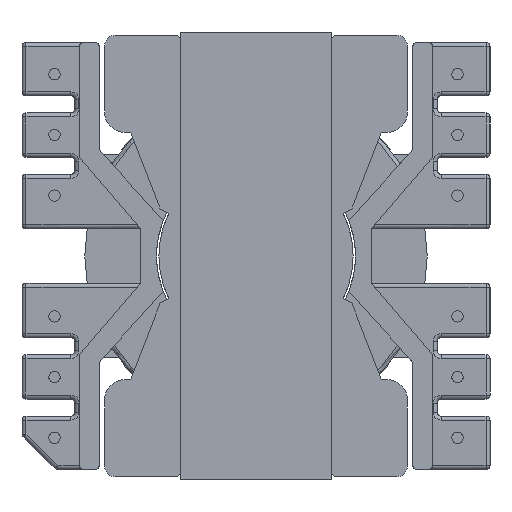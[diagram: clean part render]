
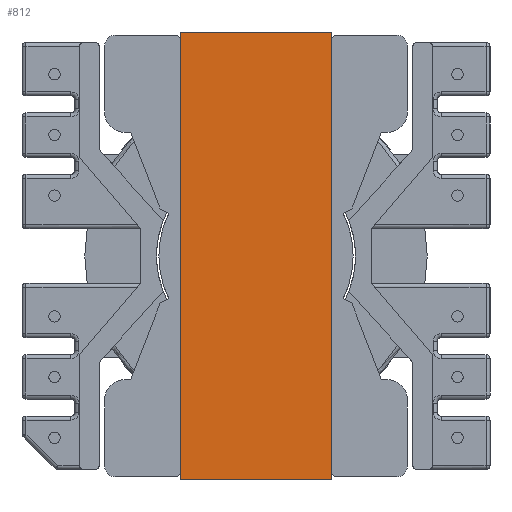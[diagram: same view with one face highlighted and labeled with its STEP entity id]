
A CAD part, front view. The second image highlights one B-rep face of the part: STEP entity #812.
In plain terms, the highlighted face is planar.
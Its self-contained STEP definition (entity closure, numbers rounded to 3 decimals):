
#679 = EDGE_LOOP ( 'NONE', ( #13772, #12450, #1387, #9641 ) ) ;
#812 = ADVANCED_FACE ( 'NONE', ( #9611 ), #3067, .T. ) ;
#1170 = VECTOR ( 'NONE', #9138, 1000. ) ;
#1351 = DIRECTION ( 'NONE',  ( 0., 1., 0. ) ) ;
#1387 = ORIENTED_EDGE ( 'NONE', *, *, #9616, .T. ) ;
#1388 = CARTESIAN_POINT ( 'NONE',  ( 24.9, 0.16, -9.5 ) ) ;
#2280 = LINE ( 'NONE', #13248, #8024 ) ;
#2351 = EDGE_CURVE ( 'NONE', #8694, #6968, #14866, .T. ) ;
#2623 = DIRECTION ( 'NONE',  ( 0., 1., 0. ) ) ;
#3067 = PLANE ( 'NONE',  #11372 ) ;
#4194 = VERTEX_POINT ( 'NONE', #14536 ) ;
#4320 = VECTOR ( 'NONE', #2623, 1000. ) ;
#4514 = CARTESIAN_POINT ( 'NONE',  ( 24.9, 0.16, 0. ) ) ;
#5795 = VERTEX_POINT ( 'NONE', #4514 ) ;
#6893 = EDGE_CURVE ( 'NONE', #4194, #5795, #2280, .T. ) ;
#6968 = VERTEX_POINT ( 'NONE', #11023 ) ;
#7560 = LINE ( 'NONE', #1388, #4320 ) ;
#7779 = CARTESIAN_POINT ( 'NONE',  ( 24.9, 0.16, -9.5 ) ) ;
#8024 = VECTOR ( 'NONE', #8439, 1000. ) ;
#8100 = CARTESIAN_POINT ( 'NONE',  ( 24.9, -27.88, -9.5 ) ) ;
#8439 = DIRECTION ( 'NONE',  ( 0., 0., 1. ) ) ;
#8670 = CARTESIAN_POINT ( 'NONE',  ( 24.9, 0.16, 0. ) ) ;
#8694 = VERTEX_POINT ( 'NONE', #8100 ) ;
#9089 = CARTESIAN_POINT ( 'NONE',  ( 24.9, -27.88, -9.5 ) ) ;
#9138 = DIRECTION ( 'NONE',  ( 0., 0., 1. ) ) ;
#9611 = FACE_OUTER_BOUND ( 'NONE', #679, .T. ) ;
#9616 = EDGE_CURVE ( 'NONE', #8694, #4194, #7560, .T. ) ;
#9641 = ORIENTED_EDGE ( 'NONE', *, *, #6893, .T. ) ;
#11016 = VECTOR ( 'NONE', #1351, 1000. ) ;
#11023 = CARTESIAN_POINT ( 'NONE',  ( 24.9, -27.88, 0. ) ) ;
#11372 = AXIS2_PLACEMENT_3D ( 'NONE', #7779, #13797, #12715 ) ;
#12450 = ORIENTED_EDGE ( 'NONE', *, *, #2351, .F. ) ;
#12715 = DIRECTION ( 'NONE',  ( 0., 1., 0. ) ) ;
#13248 = CARTESIAN_POINT ( 'NONE',  ( 24.9, 0.16, -9.5 ) ) ;
#13772 = ORIENTED_EDGE ( 'NONE', *, *, #15226, .F. ) ;
#13797 = DIRECTION ( 'NONE',  ( 1., 0., 0. ) ) ;
#14239 = LINE ( 'NONE', #8670, #11016 ) ;
#14536 = CARTESIAN_POINT ( 'NONE',  ( 24.9, 0.16, -9.5 ) ) ;
#14866 = LINE ( 'NONE', #9089, #1170 ) ;
#15226 = EDGE_CURVE ( 'NONE', #6968, #5795, #14239, .T. ) ;
